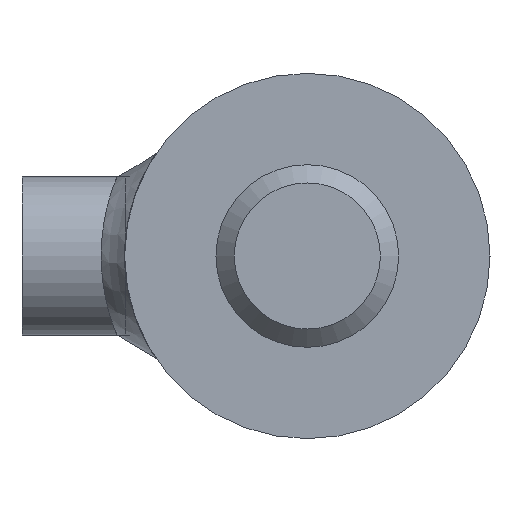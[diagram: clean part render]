
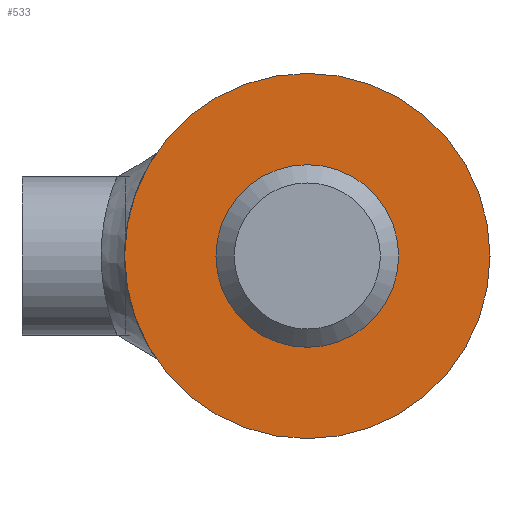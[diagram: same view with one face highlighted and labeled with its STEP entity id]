
A CAD part, left-side view. The second image highlights one B-rep face of the part: STEP entity #533.
In plain terms, the highlighted planar face has unit normal (-1, 0, 0).
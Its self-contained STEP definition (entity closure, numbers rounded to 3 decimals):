
#155=FACE_BOUND('',#214,.T.);
#178=FACE_OUTER_BOUND('',#213,.T.);
#213=EDGE_LOOP('',(#440));
#214=EDGE_LOOP('',(#441));
#243=CIRCLE('',#692,15.);
#245=CIRCLE('',#695,30.);
#280=VERTEX_POINT('',#1826);
#282=VERTEX_POINT('',#1832);
#336=EDGE_CURVE('',#280,#280,#243,.T.);
#339=EDGE_CURVE('',#282,#282,#245,.T.);
#440=ORIENTED_EDGE('',*,*,#339,.F.);
#441=ORIENTED_EDGE('',*,*,#336,.F.);
#510=PLANE('',#697);
#533=ADVANCED_FACE('',(#178,#155),#510,.F.);
#692=AXIS2_PLACEMENT_3D('',#1828,#791,#792);
#695=AXIS2_PLACEMENT_3D('',#1834,#798,#799);
#697=AXIS2_PLACEMENT_3D('',#1836,#802,#803);
#791=DIRECTION('center_axis',(-1.,0.,0.));
#792=DIRECTION('ref_axis',(0.,-1.,0.));
#798=DIRECTION('center_axis',(1.,0.,0.));
#799=DIRECTION('ref_axis',(0.,1.,0.));
#802=DIRECTION('center_axis',(1.,0.,0.));
#803=DIRECTION('ref_axis',(0.,0.,-1.));
#1826=CARTESIAN_POINT('',(0.,15.,0.));
#1828=CARTESIAN_POINT('Origin',(0.,0.,0.));
#1832=CARTESIAN_POINT('',(0.,-30.,0.));
#1834=CARTESIAN_POINT('Origin',(0.,0.,0.));
#1836=CARTESIAN_POINT('Origin',(0.,0.,0.));
